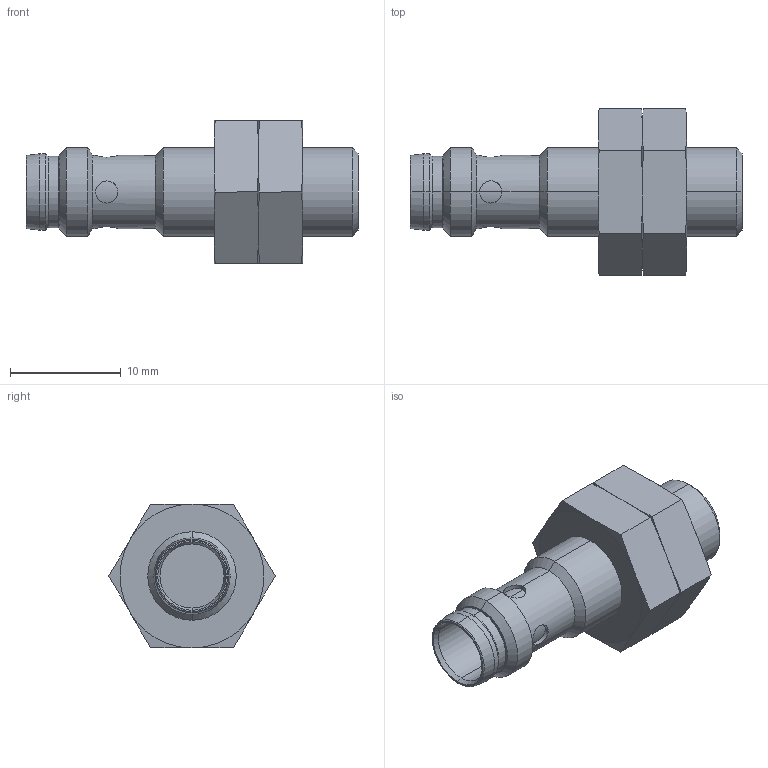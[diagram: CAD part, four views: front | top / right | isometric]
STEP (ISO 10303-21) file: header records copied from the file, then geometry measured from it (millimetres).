
FILE_DESCRIPTION(('HOOPS Exchange Step'),'2;1');
FILE_NAME('export-5E2069EE-870A-4924-A367-CD4321FA22BF.stp','2024-11-14T15:44:09+01:00',('Engineering'),('Alibre'),'HOOPS Exchange 2024.3','Alibre','Unknown authorisation');
FILE_SCHEMA( ('AP242_MANAGED_MODEL_BASED_3D_ENGINEERING_MIM_LF {1 0 10303 442 1 1 4 }') );
Length unit declared in the file: millimetre
Products named in the file (3): 7087-1 Inductive Proximity Switch IES 219 NPN 10-36-VDC; 7087-2 Inductive Proximity Switch IES 219 NPN 10-36-VDC; 7087 Inductive Proximity Switch IES 219 NPN 10-36-VDC
Assembly tree (3 placements, depth 2):
  7087 Inductive Proximity Switch IES 219 NPN 10-36-VDC
    7087-1 Inductive Proximity Switch IES 219 NPN 10-36-VDC
    7087-2 Inductive Proximity Switch IES 219 NPN 10-36-VDC  x2
Bounding box: 30 x 15.01 x 13 mm (x, y, z)
Volume: 2069.6 mm3; surface area: 1866.4 mm2
Topology: 3 solids, 3 shells, 107 faces, 220 edges, 126 vertices
Faces by surface type: cylinder 36, bspline 24, plane 23, cone 22, torus 2
Entity records: 2904 total; most frequent: CARTESIAN_POINT 1174, DIRECTION 344, ORIENTED_EDGE 328, EDGE_CURVE 164, AXIS2_PLACEMENT_3D 144, VERTEX_POINT 94, EDGE_LOOP 90, FACE_BOUND 90
